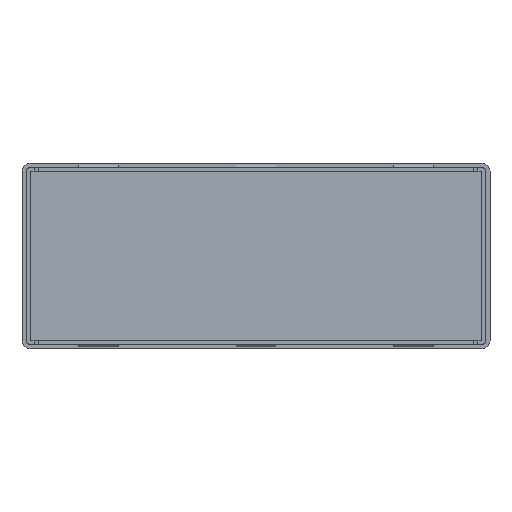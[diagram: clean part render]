
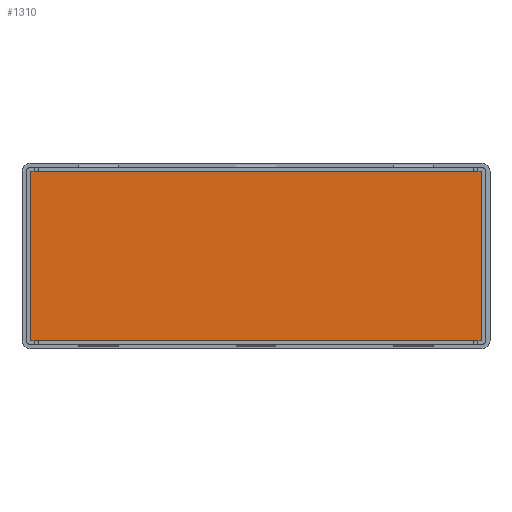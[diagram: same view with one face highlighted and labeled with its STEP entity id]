
A CAD part, top view. The second image highlights one B-rep face of the part: STEP entity #1310.
In plain terms, the highlighted planar face has unit normal (0, 0, 1).
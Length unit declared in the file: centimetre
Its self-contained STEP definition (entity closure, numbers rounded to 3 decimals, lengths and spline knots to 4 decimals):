
#161=VERTEX_POINT('',#1751);
#162=VERTEX_POINT('',#1753);
#230=VERTEX_POINT('',#1962);
#231=VERTEX_POINT('',#1966);
#290=VECTOR('',#1457,1.);
#383=VECTOR('',#1610,1.);
#386=VECTOR('',#1614,1.);
#387=VECTOR('',#1616,1.);
#446=LINE('',#1752,#290);
#539=LINE('',#1961,#383);
#542=LINE('',#1967,#386);
#543=LINE('',#1969,#387);
#603=EDGE_CURVE('',#162,#161,#446,.T.);
#711=EDGE_CURVE('',#230,#162,#539,.T.);
#714=EDGE_CURVE('',#161,#231,#542,.T.);
#715=EDGE_CURVE('',#231,#230,#543,.T.);
#1040=ORIENTED_EDGE('',*,*,#711,.T.);
#1041=ORIENTED_EDGE('',*,*,#603,.T.);
#1042=ORIENTED_EDGE('',*,*,#714,.T.);
#1043=ORIENTED_EDGE('',*,*,#715,.T.);
#1164=EDGE_LOOP('',(#1040,#1041,#1042,#1043));
#1240=FACE_BOUND('',#1164,.T.);
#1310=ADVANCED_FACE('',(#1240),#2071,.T.);
#1384=AXIS2_PLACEMENT_3D('',#1970,#1617,$);
#1457=DIRECTION('',(1.,0.,0.));
#1610=DIRECTION('',(0.,-1.,0.));
#1614=DIRECTION('',(0.,1.,0.));
#1616=DIRECTION('',(-1.,0.,0.));
#1617=DIRECTION('',(0.,0.,1.));
#1751=CARTESIAN_POINT('',(6.8196,0.5428,10.6141));
#1752=CARTESIAN_POINT('',(1.2296,0.5428,10.6141));
#1753=CARTESIAN_POINT('',(-4.3604,0.5428,10.6141));
#1961=CARTESIAN_POINT('',(-4.3604,2.6328,10.6141));
#1962=CARTESIAN_POINT('',(-4.3604,4.7228,10.6141));
#1966=CARTESIAN_POINT('',(6.8196,4.7228,10.6141));
#1967=CARTESIAN_POINT('',(6.8196,2.6328,10.6141));
#1969=CARTESIAN_POINT('',(-1.5179,4.7228,10.6141));
#1970=CARTESIAN_POINT('',(1.2296,2.6328,10.6141));
#2071=PLANE('',#1384);
